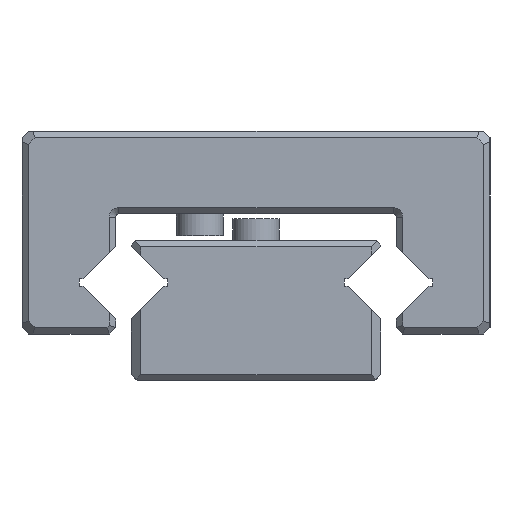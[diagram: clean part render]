
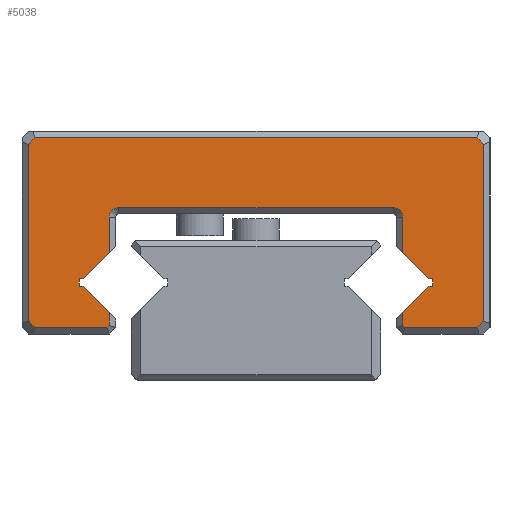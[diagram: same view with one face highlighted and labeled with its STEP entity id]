
A CAD part, left-side view. The second image highlights one B-rep face of the part: STEP entity #5038.
In plain terms, the highlighted planar face has unit normal (-1, 0, 0).
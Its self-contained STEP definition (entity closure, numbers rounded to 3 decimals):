
#4908=CIRCLE('',#17992,0.3);
#4909=CIRCLE('',#17993,0.3);
#5038=ADVANCED_FACE('',(#6276),#5772,.F.);
#5772=PLANE('',#17994);
#6276=FACE_OUTER_BOUND('',#7088,.T.);
#7088=EDGE_LOOP('',(#8703,#8704,#8705,#8706,#8707,#8708,#8709,#8710,#8711,
#8712,#8713,#8714,#8715,#8716,#8717,#8718,#8719,#8720,#8721,#8722,#8723,
#8724,#8725,#8726,#8727,#8728,#8729,#8730));
#8703=ORIENTED_EDGE('',*,*,#13714,.T.);
#8704=ORIENTED_EDGE('',*,*,#13715,.T.);
#8705=ORIENTED_EDGE('',*,*,#13716,.T.);
#8706=ORIENTED_EDGE('',*,*,#13717,.T.);
#8707=ORIENTED_EDGE('',*,*,#13718,.T.);
#8708=ORIENTED_EDGE('',*,*,#13719,.T.);
#8709=ORIENTED_EDGE('',*,*,#13720,.T.);
#8710=ORIENTED_EDGE('',*,*,#13721,.T.);
#8711=ORIENTED_EDGE('',*,*,#13722,.T.);
#8712=ORIENTED_EDGE('',*,*,#13723,.T.);
#8713=ORIENTED_EDGE('',*,*,#13668,.F.);
#8714=ORIENTED_EDGE('',*,*,#13662,.F.);
#8715=ORIENTED_EDGE('',*,*,#13659,.F.);
#8716=ORIENTED_EDGE('',*,*,#13656,.F.);
#8717=ORIENTED_EDGE('',*,*,#13652,.F.);
#8718=ORIENTED_EDGE('',*,*,#13724,.T.);
#8719=ORIENTED_EDGE('',*,*,#13725,.T.);
#8720=ORIENTED_EDGE('',*,*,#13726,.T.);
#8721=ORIENTED_EDGE('',*,*,#13727,.T.);
#8722=ORIENTED_EDGE('',*,*,#13728,.T.);
#8723=ORIENTED_EDGE('',*,*,#13618,.F.);
#8724=ORIENTED_EDGE('',*,*,#13615,.F.);
#8725=ORIENTED_EDGE('',*,*,#13612,.F.);
#8726=ORIENTED_EDGE('',*,*,#13609,.F.);
#8727=ORIENTED_EDGE('',*,*,#13607,.F.);
#8728=ORIENTED_EDGE('',*,*,#13729,.T.);
#8729=ORIENTED_EDGE('',*,*,#13730,.T.);
#8730=ORIENTED_EDGE('',*,*,#13731,.T.);
#12266=VERTEX_POINT('',#23114);
#12267=VERTEX_POINT('',#23116);
#12268=VERTEX_POINT('',#23120);
#12270=VERTEX_POINT('',#23126);
#12272=VERTEX_POINT('',#23132);
#12274=VERTEX_POINT('',#23138);
#12305=VERTEX_POINT('',#23206);
#12306=VERTEX_POINT('',#23208);
#12309=VERTEX_POINT('',#23216);
#12311=VERTEX_POINT('',#23222);
#12313=VERTEX_POINT('',#23228);
#12318=VERTEX_POINT('',#23240);
#12360=VERTEX_POINT('',#23333);
#12361=VERTEX_POINT('',#23334);
#12362=VERTEX_POINT('',#23336);
#12363=VERTEX_POINT('',#23338);
#12364=VERTEX_POINT('',#23340);
#12365=VERTEX_POINT('',#23342);
#12366=VERTEX_POINT('',#23344);
#12367=VERTEX_POINT('',#23346);
#12368=VERTEX_POINT('',#23348);
#12369=VERTEX_POINT('',#23350);
#12370=VERTEX_POINT('',#23353);
#12371=VERTEX_POINT('',#23355);
#12372=VERTEX_POINT('',#23357);
#12373=VERTEX_POINT('',#23359);
#12374=VERTEX_POINT('',#23362);
#12375=VERTEX_POINT('',#23364);
#13607=EDGE_CURVE('',#12266,#12267,#15352,.T.);
#13609=EDGE_CURVE('',#12267,#12268,#15354,.T.);
#13612=EDGE_CURVE('',#12268,#12270,#15357,.T.);
#13615=EDGE_CURVE('',#12270,#12272,#15360,.T.);
#13618=EDGE_CURVE('',#12272,#12274,#15363,.T.);
#13652=EDGE_CURVE('',#12305,#12306,#15388,.T.);
#13656=EDGE_CURVE('',#12306,#12309,#15392,.T.);
#13659=EDGE_CURVE('',#12309,#12311,#15395,.T.);
#13662=EDGE_CURVE('',#12311,#12313,#15398,.T.);
#13668=EDGE_CURVE('',#12313,#12318,#15404,.T.);
#13714=EDGE_CURVE('',#12360,#12361,#15439,.T.);
#13715=EDGE_CURVE('',#12361,#12362,#15440,.T.);
#13716=EDGE_CURVE('',#12362,#12363,#15441,.T.);
#13717=EDGE_CURVE('',#12363,#12364,#15442,.T.);
#13718=EDGE_CURVE('',#12364,#12365,#15443,.T.);
#13719=EDGE_CURVE('',#12365,#12366,#15444,.T.);
#13720=EDGE_CURVE('',#12366,#12367,#15445,.T.);
#13721=EDGE_CURVE('',#12367,#12368,#15446,.T.);
#13722=EDGE_CURVE('',#12368,#12369,#15447,.T.);
#13723=EDGE_CURVE('',#12369,#12318,#15448,.T.);
#13724=EDGE_CURVE('',#12305,#12370,#15449,.T.);
#13725=EDGE_CURVE('',#12370,#12371,#4908,.T.);
#13726=EDGE_CURVE('',#12371,#12372,#15450,.T.);
#13727=EDGE_CURVE('',#12372,#12373,#4909,.T.);
#13728=EDGE_CURVE('',#12373,#12274,#15451,.T.);
#13729=EDGE_CURVE('',#12266,#12374,#15452,.T.);
#13730=EDGE_CURVE('',#12374,#12375,#15453,.T.);
#13731=EDGE_CURVE('',#12375,#12360,#15454,.T.);
#15352=LINE('',#23115,#16816);
#15354=LINE('',#23119,#16818);
#15357=LINE('',#23125,#16821);
#15360=LINE('',#23131,#16824);
#15363=LINE('',#23137,#16827);
#15388=LINE('',#23207,#16852);
#15392=LINE('',#23215,#16856);
#15395=LINE('',#23221,#16859);
#15398=LINE('',#23227,#16862);
#15404=LINE('',#23239,#16868);
#15439=LINE('',#23332,#16903);
#15440=LINE('',#23335,#16904);
#15441=LINE('',#23337,#16905);
#15442=LINE('',#23339,#16906);
#15443=LINE('',#23341,#16907);
#15444=LINE('',#23343,#16908);
#15445=LINE('',#23345,#16909);
#15446=LINE('',#23347,#16910);
#15447=LINE('',#23349,#16911);
#15448=LINE('',#23351,#16912);
#15449=LINE('',#23352,#16913);
#15450=LINE('',#23356,#16914);
#15451=LINE('',#23360,#16915);
#15452=LINE('',#23361,#16916);
#15453=LINE('',#23363,#16917);
#15454=LINE('',#23365,#16918);
#16816=VECTOR('',#19177,1.);
#16818=VECTOR('',#19181,1.);
#16821=VECTOR('',#19186,1.);
#16824=VECTOR('',#19191,1.);
#16827=VECTOR('',#19196,1.);
#16852=VECTOR('',#19247,1.);
#16856=VECTOR('',#19253,1.);
#16859=VECTOR('',#19258,1.);
#16862=VECTOR('',#19263,1.);
#16868=VECTOR('',#19271,1.);
#16903=VECTOR('',#19338,1.);
#16904=VECTOR('',#19339,1.);
#16905=VECTOR('',#19340,1.);
#16906=VECTOR('',#19341,1.);
#16907=VECTOR('',#19342,1.);
#16908=VECTOR('',#19343,1.);
#16909=VECTOR('',#19344,1.);
#16910=VECTOR('',#19345,1.);
#16911=VECTOR('',#19346,1.);
#16912=VECTOR('',#19347,1.);
#16913=VECTOR('',#19348,1.);
#16914=VECTOR('',#19351,1.);
#16915=VECTOR('',#19354,1.);
#16916=VECTOR('',#19355,1.);
#16917=VECTOR('',#19356,1.);
#16918=VECTOR('',#19357,1.);
#17992=AXIS2_PLACEMENT_3D('',#23354,#19349,#19350);
#17993=AXIS2_PLACEMENT_3D('',#23358,#19352,#19353);
#17994=AXIS2_PLACEMENT_3D('',#23366,#19358,#19359);
#19177=DIRECTION('',(0.,-0.707,0.707));
#19181=DIRECTION('',(0.,-1.,0.));
#19186=DIRECTION('',(0.,0.,1.));
#19191=DIRECTION('',(0.,1.,0.));
#19196=DIRECTION('',(0.,0.707,0.707));
#19247=DIRECTION('',(0.,0.707,-0.707));
#19253=DIRECTION('',(0.,1.,0.));
#19258=DIRECTION('',(0.,0.,-1.));
#19263=DIRECTION('',(0.,-1.,0.));
#19271=DIRECTION('',(0.,-0.707,-0.707));
#19338=DIRECTION('',(0.,-0.707,0.707));
#19339=DIRECTION('',(0.,0.,1.));
#19340=DIRECTION('',(0.,0.707,0.707));
#19341=DIRECTION('',(0.,1.,0.));
#19342=DIRECTION('',(0.,0.707,-0.707));
#19343=DIRECTION('',(0.,0.,-1.));
#19344=DIRECTION('',(0.,-0.707,-0.707));
#19345=DIRECTION('',(0.,-1.,0.));
#19346=DIRECTION('',(0.,-0.707,0.707));
#19347=DIRECTION('',(0.,0.,1.));
#19348=DIRECTION('',(0.,0.,1.));
#19349=DIRECTION('',(1.,0.,0.));
#19350=DIRECTION('',(0.,0.,-1.));
#19351=DIRECTION('',(0.,-1.,0.));
#19352=DIRECTION('',(1.,0.,0.));
#19353=DIRECTION('',(0.,0.,-1.));
#19354=DIRECTION('',(0.,0.,-1.));
#19355=DIRECTION('',(0.,0.,-1.));
#19356=DIRECTION('',(0.,-0.707,-0.707));
#19357=DIRECTION('',(0.,-1.,0.));
#19358=DIRECTION('',(1.,0.,0.));
#19359=DIRECTION('',(0.,0.,1.));
#23114=CARTESIAN_POINT('',(-40.,-4.7,2.186));
#23115=CARTESIAN_POINT('',(-40.,-4.5,1.986));
#23116=CARTESIAN_POINT('',(-40.,-5.539,3.025));
#23119=CARTESIAN_POINT('',(-40.,-5.539,3.025));
#23120=CARTESIAN_POINT('',(-40.,-5.664,3.025));
#23125=CARTESIAN_POINT('',(-40.,-5.664,3.15));
#23126=CARTESIAN_POINT('',(-40.,-5.664,3.275));
#23131=CARTESIAN_POINT('',(-40.,-5.664,3.275));
#23132=CARTESIAN_POINT('',(-40.,-5.539,3.275));
#23137=CARTESIAN_POINT('',(-40.,-5.539,3.275));
#23138=CARTESIAN_POINT('',(-40.,-4.7,4.114));
#23206=CARTESIAN_POINT('',(-40.,4.7,4.114));
#23207=CARTESIAN_POINT('',(-40.,4.5,4.314));
#23208=CARTESIAN_POINT('',(-40.,5.539,3.275));
#23215=CARTESIAN_POINT('',(-40.,5.539,3.275));
#23216=CARTESIAN_POINT('',(-40.,5.664,3.275));
#23221=CARTESIAN_POINT('',(-40.,5.664,3.15));
#23222=CARTESIAN_POINT('',(-40.,5.664,3.025));
#23227=CARTESIAN_POINT('',(-40.,5.664,3.025));
#23228=CARTESIAN_POINT('',(-40.,5.539,3.025));
#23239=CARTESIAN_POINT('',(-40.,5.539,3.025));
#23240=CARTESIAN_POINT('',(-40.,4.7,2.186));
#23332=CARTESIAN_POINT('',(-40.,-7.288,1.912));
#23333=CARTESIAN_POINT('',(-40.,-7.076,1.7));
#23334=CARTESIAN_POINT('',(-40.,-7.3,1.924));
#23335=CARTESIAN_POINT('',(-40.,-7.3,0.));
#23336=CARTESIAN_POINT('',(-40.,-7.3,7.576));
#23337=CARTESIAN_POINT('',(-40.,-7.088,7.788));
#23338=CARTESIAN_POINT('',(-40.,-7.076,7.8));
#23339=CARTESIAN_POINT('',(-40.,0.,7.8));
#23340=CARTESIAN_POINT('',(-40.,7.076,7.8));
#23341=CARTESIAN_POINT('',(-40.,7.288,7.588));
#23342=CARTESIAN_POINT('',(-40.,7.3,7.576));
#23343=CARTESIAN_POINT('',(-40.,7.3,0.));
#23344=CARTESIAN_POINT('',(-40.,7.3,1.924));
#23345=CARTESIAN_POINT('',(-40.,7.088,1.712));
#23346=CARTESIAN_POINT('',(-40.,7.076,1.7));
#23347=CARTESIAN_POINT('',(-40.,0.,1.7));
#23348=CARTESIAN_POINT('',(-40.,4.783,1.7));
#23349=CARTESIAN_POINT('',(-40.,4.641,1.841));
#23350=CARTESIAN_POINT('',(-40.,4.7,1.783));
#23351=CARTESIAN_POINT('',(-40.,4.7,0.));
#23352=CARTESIAN_POINT('',(-40.,4.7,0.));
#23353=CARTESIAN_POINT('',(-40.,4.7,5.25));
#23354=CARTESIAN_POINT('',(-40.,4.4,5.25));
#23355=CARTESIAN_POINT('',(-40.,4.4,5.55));
#23356=CARTESIAN_POINT('',(-40.,0.,5.55));
#23357=CARTESIAN_POINT('',(-40.,-4.4,5.55));
#23358=CARTESIAN_POINT('',(-40.,-4.4,5.25));
#23359=CARTESIAN_POINT('',(-40.,-4.7,5.25));
#23360=CARTESIAN_POINT('',(-40.,-4.7,0.));
#23361=CARTESIAN_POINT('',(-40.,-4.7,0.));
#23362=CARTESIAN_POINT('',(-40.,-4.7,1.783));
#23363=CARTESIAN_POINT('',(-40.,-4.841,1.641));
#23364=CARTESIAN_POINT('',(-40.,-4.783,1.7));
#23365=CARTESIAN_POINT('',(-40.,0.,1.7));
#23366=CARTESIAN_POINT('',(-40.,0.,0.));
